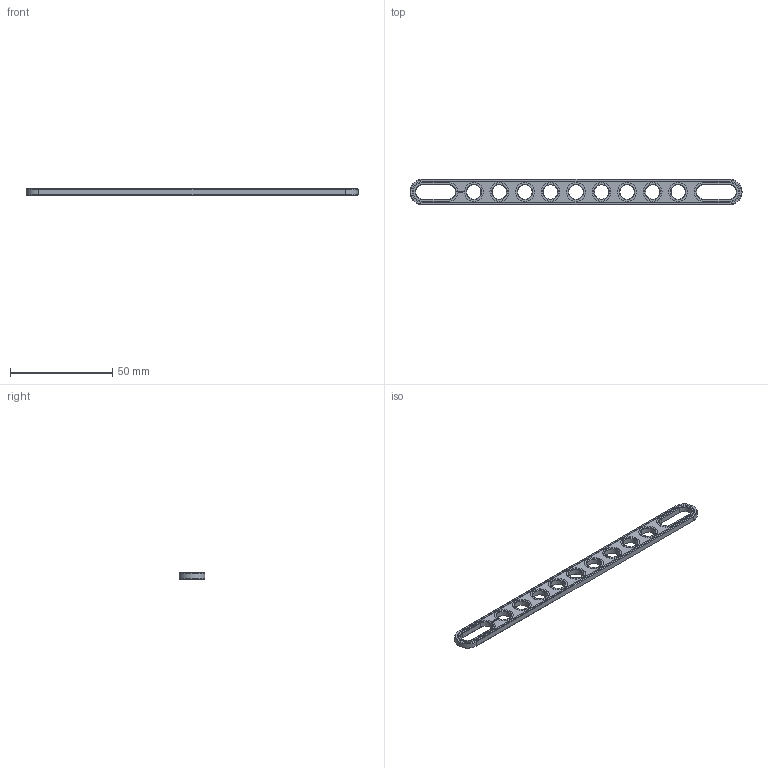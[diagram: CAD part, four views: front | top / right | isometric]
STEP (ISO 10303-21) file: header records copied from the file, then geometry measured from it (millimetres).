
FILE_DESCRIPTION(('FreeCAD Model'),'2;1');
FILE_NAME('Open CASCADE Shape Model','2023-01-08T23:20:52',(''),(''), 'Open CASCADE STEP processor 7.6','FreeCAD','Unknown');
FILE_SCHEMA(('AUTOMOTIVE_DESIGN { 1 0 10303 214 1 1 1 1 }'));
Length unit declared in the file: millimetre
Products named in the file (1): Brace STR SLT BE ERR BU13x01x00.25x02 - SPN-BRC-0318 (stemfie.org)
Bounding box: 162.5 x 12.5 x 3.12 mm (x, y, z)
Volume: 4182.3 mm3; surface area: 4692.8 mm2
Topology: 1 solids, 1 shells, 627 faces, 1704 edges, 1125 vertices
Faces by surface type: plane 353, extrusion 214, cone 30, cylinder 30
Full cylindrical faces by diameter (mm): 7 x9, 9.2 x9
Entity records: 43456 total; most frequent: CARTESIAN_POINT 10899, DIRECTION 5166, VECTOR 4086, LINE 3872, ORIENTED_EDGE 3408, PCURVE 3408, DEFINITIONAL_REPRESENTATION 3408, EDGE_CURVE 1704
